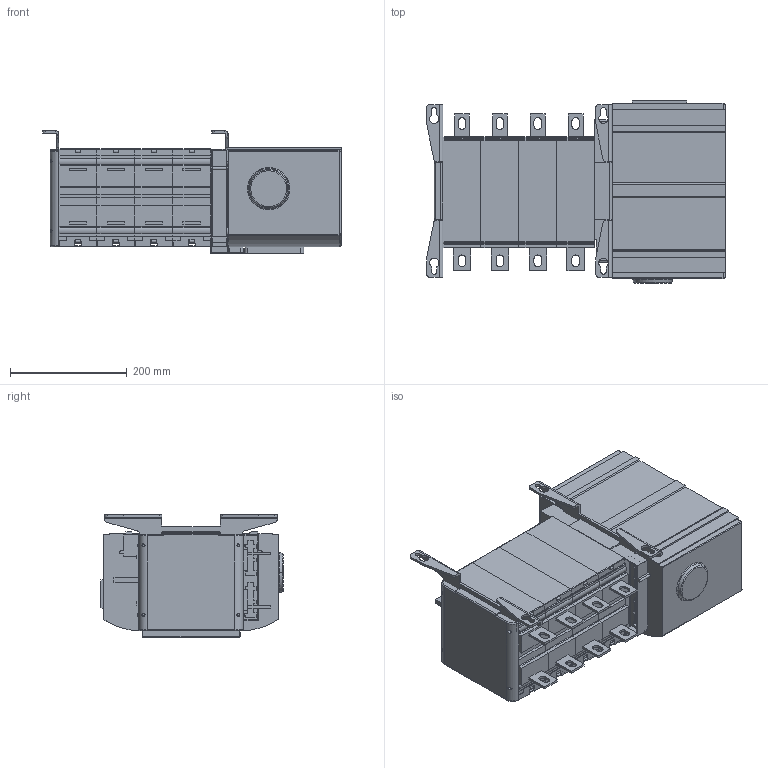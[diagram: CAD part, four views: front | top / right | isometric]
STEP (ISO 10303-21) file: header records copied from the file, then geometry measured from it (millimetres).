
FILE_DESCRIPTION((''),'2;1');
FILE_NAME('OX_500-800_3S4_B_LIGHT_ASM','2018-02-14T',('FIHEJAR'),(''),'CREO PARAMETRIC BY PTC INC, 2016380','CREO PARAMETRIC BY PTC INC, 2016380','');
FILE_SCHEMA(('AUTOMOTIVE_DESIGN { 1 0 10303 214 1 1 1 1 }'));
Products named in the file (10): OX_ME1-R3-Q_SR; OXZM27; OXPI1_SR; OX_MI1_LX_SR; OXNA1-R3-800_SR; CXBY69639_SR; OXNA1-R3-800_SR_ASM; CXBY69638_SR; OXCT4-R3-800_SR; OX_500-800_3S4_B_LIGHT_ASM
Assembly tree (13 placements, depth 3):
  OX_500-800_3S4_B_LIGHT_ASM
    OX_ME1-R3-Q_SR
    OXZM27  x2
    OXPI1_SR
    OX_MI1_LX_SR
    OXNA1-R3-800_SR_ASM  x4
      OXNA1-R3-800_SR
      CXBY69639_SR
    CXBY69638_SR
    OXCT4-R3-800_SR
Bounding box: 512 x 312.5 x 210 mm (x, y, z)
Volume: 19152269 mm3; surface area: 1259029.2 mm2
Topology: 16 solids, 24 shells, 1863 faces, 5084 edges, 3324 vertices
Faces by surface type: plane 1126, cylinder 580, extrusion 65, bspline 54, cone 18, torus 16, sphere 4
Entity records: 56941 total; most frequent: CARTESIAN_POINT 24806, ORIENTED_EDGE 5966, DIRECTION 5420, EDGE_CURVE 2991, VECTOR 2130, LINE 2065, VERTEX_POINT 1942, AXIS2_PLACEMENT_3D 1645
